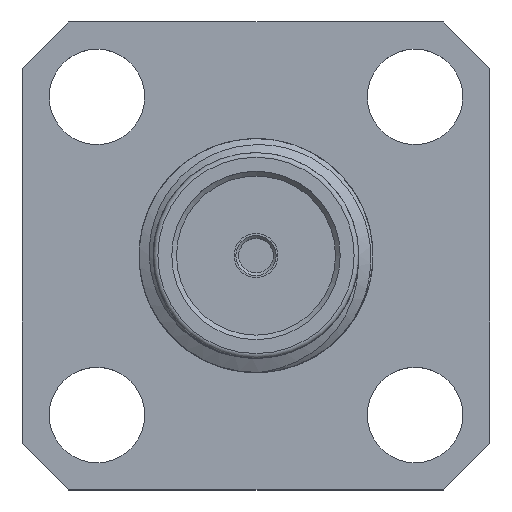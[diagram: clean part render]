
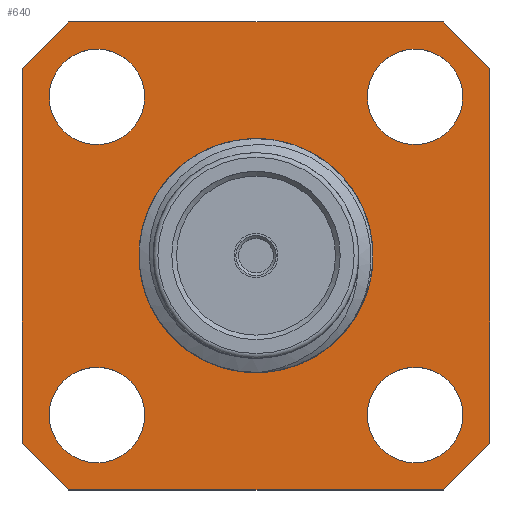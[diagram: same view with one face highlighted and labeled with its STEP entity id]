
A CAD part, top view. The second image highlights one B-rep face of the part: STEP entity #640.
In plain terms, the highlighted planar face has unit normal (0, 0, 1).
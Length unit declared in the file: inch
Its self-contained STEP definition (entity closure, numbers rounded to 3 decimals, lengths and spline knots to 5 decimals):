
#11 = CARTESIAN_POINT ( 'NONE',  ( 0.2, 0.25, -0.30702 ) ) ;
#59 = CARTESIAN_POINT ( 'NONE',  ( 0.221, -0.17, -0.30702 ) ) ;
#79 = ORIENTED_EDGE ( 'NONE', *, *, #1912, .T. ) ;
#126 = CIRCLE ( 'NONE', #777, 0.051 ) ;
#144 = EDGE_CURVE ( 'NONE', #1634, #1103, #2088, .T. ) ;
#172 = CARTESIAN_POINT ( 'NONE',  ( -0.17, -0.17, -0.30702 ) ) ;
#178 = VERTEX_POINT ( 'NONE', #989 ) ;
#203 = CIRCLE ( 'NONE', #2278, 0.10989 ) ;
#207 = VERTEX_POINT ( 'NONE', #1791 ) ;
#269 = CARTESIAN_POINT ( 'NONE',  ( 0.17, 0.17, -0.30702 ) ) ;
#270 = VERTEX_POINT ( 'NONE', #2077 ) ;
#282 = VERTEX_POINT ( 'NONE', #965 ) ;
#304 = EDGE_CURVE ( 'NONE', #1103, #178, #1356, .T. ) ;
#312 = VECTOR ( 'NONE', #2293, 39.37008 ) ;
#322 = DIRECTION ( 'NONE',  ( 0., 0., 1. ) ) ;
#330 = EDGE_LOOP ( 'NONE', ( #1780 ) ) ;
#333 = LINE ( 'NONE', #1558, #312 ) ;
#352 = CARTESIAN_POINT ( 'NONE',  ( 0.25, 0.2, -0.30702 ) ) ;
#365 = CARTESIAN_POINT ( 'NONE',  ( -0.17, 0.17, -0.30702 ) ) ;
#418 = VECTOR ( 'NONE', #1858, 39.37008 ) ;
#422 = CIRCLE ( 'NONE', #1002, 0.051 ) ;
#437 = EDGE_CURVE ( 'NONE', #2018, #1735, #455, .T. ) ;
#444 = VERTEX_POINT ( 'NONE', #590 ) ;
#455 = LINE ( 'NONE', #1179, #1291 ) ;
#460 = EDGE_CURVE ( 'NONE', #444, #444, #1641, .T. ) ;
#516 = CARTESIAN_POINT ( 'NONE',  ( -0.119, -0.17, -0.30702 ) ) ;
#522 = CARTESIAN_POINT ( 'NONE',  ( -0.2, -0.25, -0.30702 ) ) ;
#527 = CARTESIAN_POINT ( 'NONE',  ( 0.25, -0.2, -0.30702 ) ) ;
#539 = EDGE_LOOP ( 'NONE', ( #1538 ) ) ;
#587 = DIRECTION ( 'NONE',  ( 0., 0., 1. ) ) ;
#590 = CARTESIAN_POINT ( 'NONE',  ( 0.221, 0.17, -0.30702 ) ) ;
#608 = VERTEX_POINT ( 'NONE', #352 ) ;
#640 = ADVANCED_FACE ( 'NONE', ( #1262, #1054, #884, #1077, #1752, #1615 ), #1600, .F. ) ;
#645 = CARTESIAN_POINT ( 'NONE',  ( -0.2, 0.25, -0.30702 ) ) ;
#656 = VECTOR ( 'NONE', #2306, 39.37008 ) ;
#698 = DIRECTION ( 'NONE',  ( -1., 0., 0. ) ) ;
#747 = DIRECTION ( 'NONE',  ( 0., 0., 1. ) ) ;
#763 = ORIENTED_EDGE ( 'NONE', *, *, #788, .F. ) ;
#776 = EDGE_CURVE ( 'NONE', #988, #988, #1110, .T. ) ;
#777 = AXIS2_PLACEMENT_3D ( 'NONE', #172, #1087, #1811 ) ;
#782 = CARTESIAN_POINT ( 'NONE',  ( -0.25, -0.2, -0.30702 ) ) ;
#788 = EDGE_CURVE ( 'NONE', #282, #282, #422, .T. ) ;
#815 = VECTOR ( 'NONE', #1885, 39.37008 ) ;
#850 = DIRECTION ( 'NONE',  ( -1., 0., 0. ) ) ;
#859 = DIRECTION ( 'NONE',  ( 0., 0., -1. ) ) ;
#884 = FACE_BOUND ( 'NONE', #1327, .T. ) ;
#924 = VERTEX_POINT ( 'NONE', #2343 ) ;
#965 = CARTESIAN_POINT ( 'NONE',  ( -0.119, 0.17, -0.30702 ) ) ;
#988 = VERTEX_POINT ( 'NONE', #59 ) ;
#989 = CARTESIAN_POINT ( 'NONE',  ( 0.2, -0.25, -0.30702 ) ) ;
#999 = DIRECTION ( 'NONE',  ( 0., 0., 1. ) ) ;
#1002 = AXIS2_PLACEMENT_3D ( 'NONE', #365, #587, #2197 ) ;
#1037 = EDGE_CURVE ( 'NONE', #608, #2018, #1486, .T. ) ;
#1051 = EDGE_CURVE ( 'NONE', #207, #608, #2116, .T. ) ;
#1054 = FACE_BOUND ( 'NONE', #1560, .T. ) ;
#1077 = FACE_BOUND ( 'NONE', #1537, .T. ) ;
#1087 = DIRECTION ( 'NONE',  ( 0., 0., 1. ) ) ;
#1103 = VERTEX_POINT ( 'NONE', #522 ) ;
#1110 = CIRCLE ( 'NONE', #2014, 0.051 ) ;
#1138 = CARTESIAN_POINT ( 'NONE',  ( -0.2, -0.25, -0.30702 ) ) ;
#1160 = EDGE_CURVE ( 'NONE', #924, #1634, #2061, .T. ) ;
#1164 = CARTESIAN_POINT ( 'NONE',  ( 0.2, 0.25, -0.30702 ) ) ;
#1169 = DIRECTION ( 'NONE',  ( 1., 0., 0. ) ) ;
#1179 = CARTESIAN_POINT ( 'NONE',  ( -0.25, 0.25, -0.30702 ) ) ;
#1262 = FACE_BOUND ( 'NONE', #539, .T. ) ;
#1291 = VECTOR ( 'NONE', #1881, 39.37008 ) ;
#1327 = EDGE_LOOP ( 'NONE', ( #1849 ) ) ;
#1356 = LINE ( 'NONE', #2087, #1897 ) ;
#1389 = EDGE_CURVE ( 'NONE', #1735, #924, #333, .T. ) ;
#1419 = VERTEX_POINT ( 'NONE', #516 ) ;
#1436 = EDGE_CURVE ( 'NONE', #270, #270, #203, .T. ) ;
#1454 = ORIENTED_EDGE ( 'NONE', *, *, #144, .T. ) ;
#1465 = DIRECTION ( 'NONE',  ( 1., 0., 0. ) ) ;
#1484 = EDGE_LOOP ( 'NONE', ( #2319, #79, #2174, #1807, #2126, #1985, #1674, #1454 ) ) ;
#1486 = LINE ( 'NONE', #1164, #656 ) ;
#1537 = EDGE_LOOP ( 'NONE', ( #763 ) ) ;
#1538 = ORIENTED_EDGE ( 'NONE', *, *, #2139, .F. ) ;
#1558 = CARTESIAN_POINT ( 'NONE',  ( -0.25, 0.2, -0.30702 ) ) ;
#1560 = EDGE_LOOP ( 'NONE', ( #1639 ) ) ;
#1571 = VECTOR ( 'NONE', #2153, 39.37008 ) ;
#1582 = CARTESIAN_POINT ( 'NONE',  ( 0., 0., -0.30702 ) ) ;
#1600 = PLANE ( 'NONE',  #1608 ) ;
#1608 = AXIS2_PLACEMENT_3D ( 'NONE', #2313, #859, #698 ) ;
#1615 = FACE_OUTER_BOUND ( 'NONE', #1484, .T. ) ;
#1634 = VERTEX_POINT ( 'NONE', #782 ) ;
#1639 = ORIENTED_EDGE ( 'NONE', *, *, #776, .F. ) ;
#1641 = CIRCLE ( 'NONE', #2271, 0.051 ) ;
#1674 = ORIENTED_EDGE ( 'NONE', *, *, #1160, .T. ) ;
#1719 = DIRECTION ( 'NONE',  ( 1., 0., 0. ) ) ;
#1735 = VERTEX_POINT ( 'NONE', #645 ) ;
#1752 = FACE_BOUND ( 'NONE', #330, .T. ) ;
#1780 = ORIENTED_EDGE ( 'NONE', *, *, #1436, .F. ) ;
#1791 = CARTESIAN_POINT ( 'NONE',  ( 0.25, -0.2, -0.30702 ) ) ;
#1807 = ORIENTED_EDGE ( 'NONE', *, *, #1037, .T. ) ;
#1811 = DIRECTION ( 'NONE',  ( 1., 0., 0. ) ) ;
#1823 = CARTESIAN_POINT ( 'NONE',  ( 0.17, -0.17, -0.30702 ) ) ;
#1849 = ORIENTED_EDGE ( 'NONE', *, *, #460, .F. ) ;
#1858 = DIRECTION ( 'NONE',  ( 0.707, -0.707, 0. ) ) ;
#1881 = DIRECTION ( 'NONE',  ( -1., 0., 0. ) ) ;
#1885 = DIRECTION ( 'NONE',  ( 0., -1., 0. ) ) ;
#1897 = VECTOR ( 'NONE', #1169, 39.37008 ) ;
#1912 = EDGE_CURVE ( 'NONE', #178, #207, #2353, .T. ) ;
#1981 = CARTESIAN_POINT ( 'NONE',  ( 0.25, -0.25, -0.30702 ) ) ;
#1985 = ORIENTED_EDGE ( 'NONE', *, *, #1389, .T. ) ;
#2014 = AXIS2_PLACEMENT_3D ( 'NONE', #1823, #747, #1465 ) ;
#2018 = VERTEX_POINT ( 'NONE', #11 ) ;
#2061 = LINE ( 'NONE', #2080, #815 ) ;
#2077 = CARTESIAN_POINT ( 'NONE',  ( -0.10989, 0., -0.30702 ) ) ;
#2080 = CARTESIAN_POINT ( 'NONE',  ( -0.25, -0.25, -0.30702 ) ) ;
#2087 = CARTESIAN_POINT ( 'NONE',  ( -0.25, -0.25, -0.30702 ) ) ;
#2088 = LINE ( 'NONE', #1138, #418 ) ;
#2116 = LINE ( 'NONE', #1981, #1571 ) ;
#2126 = ORIENTED_EDGE ( 'NONE', *, *, #437, .T. ) ;
#2139 = EDGE_CURVE ( 'NONE', #1419, #1419, #126, .T. ) ;
#2153 = DIRECTION ( 'NONE',  ( 0., 1., 0. ) ) ;
#2157 = DIRECTION ( 'NONE',  ( 0.707, 0.707, 0. ) ) ;
#2174 = ORIENTED_EDGE ( 'NONE', *, *, #1051, .T. ) ;
#2197 = DIRECTION ( 'NONE',  ( 1., 0., 0. ) ) ;
#2207 = VECTOR ( 'NONE', #2157, 39.37008 ) ;
#2271 = AXIS2_PLACEMENT_3D ( 'NONE', #269, #999, #1719 ) ;
#2278 = AXIS2_PLACEMENT_3D ( 'NONE', #1582, #322, #850 ) ;
#2293 = DIRECTION ( 'NONE',  ( -0.707, -0.707, 0. ) ) ;
#2306 = DIRECTION ( 'NONE',  ( -0.707, 0.707, 0. ) ) ;
#2313 = CARTESIAN_POINT ( 'NONE',  ( 0., 0., -0.30702 ) ) ;
#2319 = ORIENTED_EDGE ( 'NONE', *, *, #304, .T. ) ;
#2343 = CARTESIAN_POINT ( 'NONE',  ( -0.25, 0.2, -0.30702 ) ) ;
#2353 = LINE ( 'NONE', #527, #2207 ) ;
